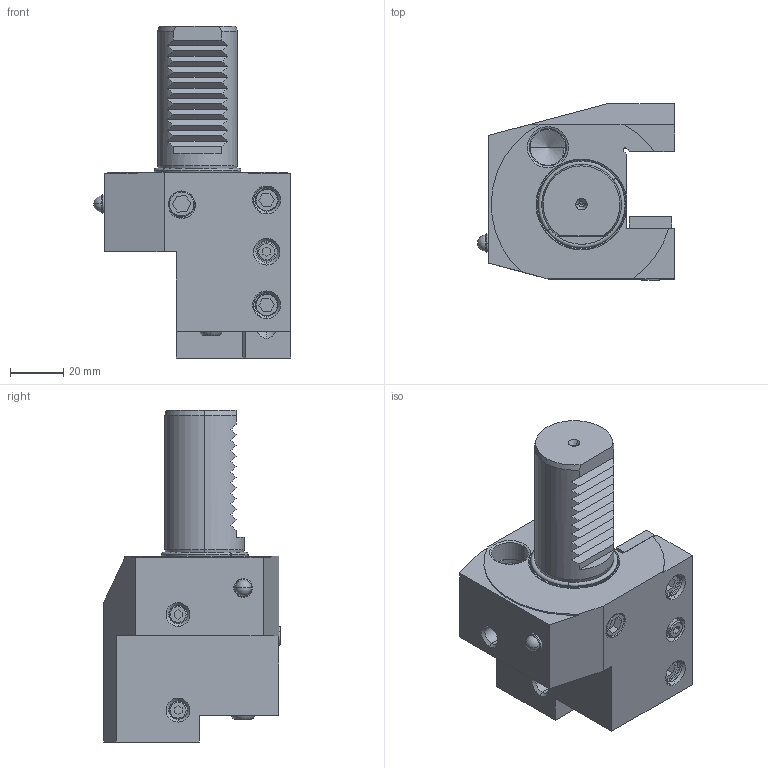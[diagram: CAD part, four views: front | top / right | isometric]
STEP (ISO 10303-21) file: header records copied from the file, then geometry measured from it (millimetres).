
FILE_DESCRIPTION (( 'STEP AP203' ), '1' );
FILE_NAME ('309.41.20.IK.STEP', '2017-12-26T03:20:02', ( '' ), ( '' ), 'SwSTEP 2.0', 'SolidWorks 2012', '' );
FILE_SCHEMA (( 'CONFIG_CONTROL_DESIGN' ));
Products named in the file (14): O型環; M10平頭螺絲; M8尖頭螺絲; 皿頭_M4xP0.7x8L; 60x16x4.5; VDI30   C1; M4x20; O型環8; 309.41.20.IK; 2-441010041A7止水鉚珠; M6螺絲投; 管螺文螺絲; 16x5.8; 2-44100006N4出水銅嘴
Assembly tree (17 placements, depth 2):
  309.41.20.IK
    VDI30   C1
    60x16x4.5
    M4x20
    O型環
    M10平頭螺絲  x2
    皿頭_M4xP0.7x8L
    M8尖頭螺絲  x2
    16x5.8
    2-44100006N4出水銅嘴
    2-441010041A7止水鉚珠
    M6螺絲投  x3
    管螺文螺絲
    O型環8
Bounding box: 74.17 x 66.5 x 125 mm (x, y, z)
Volume: 220070.6 mm3; surface area: 48618.2 mm2
Topology: 18 solids, 18 shells, 894 faces, 2402 edges, 1534 vertices
Faces by surface type: cylinder 443, cone 220, plane 158, bspline 47, torus 18, sphere 8
Entity records: 61306 total; most frequent: CARTESIAN_POINT 43132, ORIENTED_EDGE 4036, DIRECTION 2932, EDGE_CURVE 2018, VERTEX_POINT 1291, AXIS2_PLACEMENT_3D 1078, EDGE_LOOP 795, LINE 776
